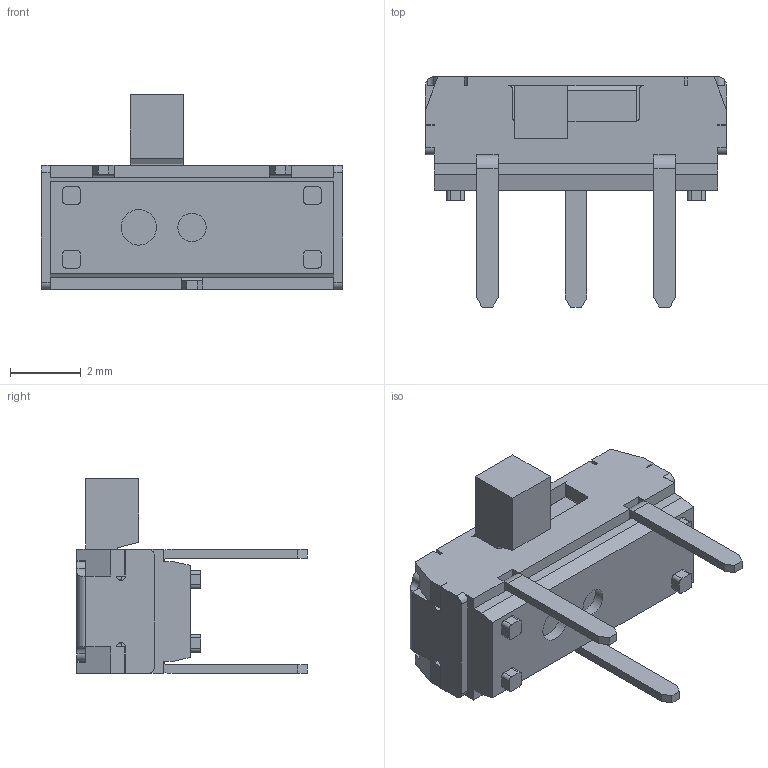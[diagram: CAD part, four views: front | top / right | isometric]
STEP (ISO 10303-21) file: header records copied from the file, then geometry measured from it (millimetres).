
FILE_DESCRIPTION(/* description */ ('STEP AP203'),/* implementation_level */ '2;1');
FILE_NAME(/* name */ 'CL-SB-12C-11',/* time_stamp */ '2024-01-12T22:35:38+01:00',/* author */ ('License CC BY-ND 4.0'),/* organization */ ('CADENAS'),/* preprocessor_version */ 'ST-DEVELOPER v19.3',/* originating_system */ 'PARTsolutions',/* authorisation */ ' ');
FILE_SCHEMA (('CONFIG_CONTROL_DESIGN'));
Length unit declared in the file: millimetre
Products named in the file (3): CL-SB-12C-11; 2Side setting_s; 12C-11_c
Assembly tree (2 placements, depth 2):
  CL-SB-12C-11
    2Side setting_s
    12C-11_c
Bounding box: 8.5 x 6.5 x 5.5 mm (x, y, z)
Volume: 85.9 mm3; surface area: 282.1 mm2
Topology: 2 solids, 2 shells, 243 faces, 716 edges, 466 vertices
Faces by surface type: plane 181, cylinder 62
Full cylindrical faces by diameter (mm): 0.8 x1, 1 x1
Entity records: 9587 total; most frequent: CARTESIAN_POINT 1442, ORIENTED_EDGE 1428, DIRECTION 1337, EDGE_CURVE 714, LINE 575, VECTOR 575, VERTEX_POINT 466, AXIS2_PLACEMENT_3D 381
